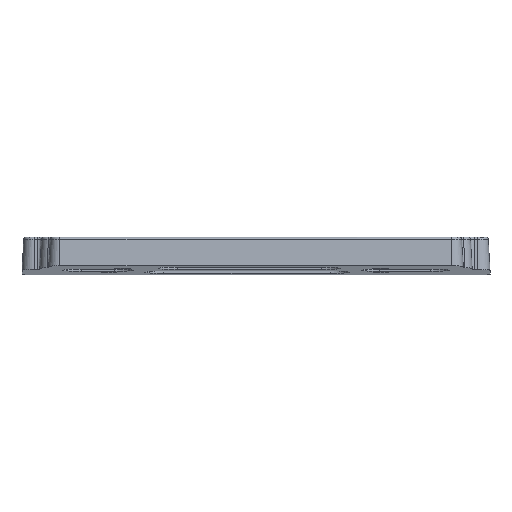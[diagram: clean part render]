
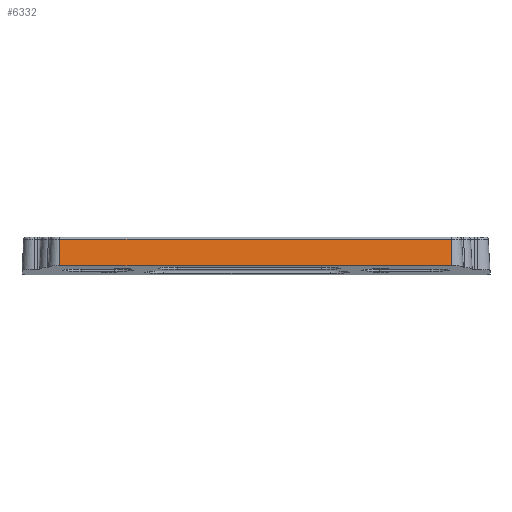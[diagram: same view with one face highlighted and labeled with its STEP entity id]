
A CAD part, front view. The second image highlights one B-rep face of the part: STEP entity #6332.
In plain terms, the highlighted planar face has unit normal (0, -0.996, 0.094).
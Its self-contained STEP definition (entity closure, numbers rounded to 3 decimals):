
#571 = PLANE('',#572);
#572 = AXIS2_PLACEMENT_3D('',#573,#574,#575);
#573 = CARTESIAN_POINT('',(-0.038,2.766,
    -0.145));
#574 = DIRECTION('',(0.,0.052,
    0.999));
#575 = DIRECTION('',(0.,0.999,
    -0.052));
#1335 = VERTEX_POINT('',#1336);
#1336 = CARTESIAN_POINT('',(-104.5,-43.94,2.303));
#1351 = B_SPLINE_SURFACE_WITH_KNOTS('',8,1,(
    (#1352,#1353)
    ,(#1354,#1355)
    ,(#1356,#1357)
    ,(#1358,#1359)
    ,(#1360,#1361)
    ,(#1362,#1363)
    ,(#1364,#1365)
    ,(#1366,#1367)
    ,(#1368,#1369
    )),.UNSPECIFIED.,.F.,.F.,.F.,(9,9),(2,2),(3.142,
    4.712),(0.,1.),.PIECEWISE_BEZIER_KNOTS.);
#1352 = CARTESIAN_POINT('',(-109.5,-37.5,17.5));
#1353 = CARTESIAN_POINT('',(-110.5,-37.948,1.989));
#1354 = CARTESIAN_POINT('',(-109.5,-38.482,17.5));
#1355 = CARTESIAN_POINT('',(-110.5,-39.124,
    2.05));
#1356 = CARTESIAN_POINT('',(-109.28,-39.463,
    17.5));
#1357 = CARTESIAN_POINT('',(-110.236,-40.301,
    2.112));
#1358 = CARTESIAN_POINT('',(-108.839,-40.388,
    17.5));
#1359 = CARTESIAN_POINT('',(-109.707,-41.408,
    2.17));
#1360 = CARTESIAN_POINT('',(-108.196,-41.196,
    17.5));
#1361 = CARTESIAN_POINT('',(-108.936,-42.377,2.221
    ));
#1362 = CARTESIAN_POINT('',(-107.388,-41.839,
    17.5));
#1363 = CARTESIAN_POINT('',(-107.965,-43.148,2.261
    ));
#1364 = CARTESIAN_POINT('',(-106.463,-42.28,17.5));
#1365 = CARTESIAN_POINT('',(-106.856,-43.676,
    2.289));
#1366 = CARTESIAN_POINT('',(-105.482,-42.5,17.5));
#1367 = CARTESIAN_POINT('',(-105.678,-43.94,2.303)
  );
#1368 = CARTESIAN_POINT('',(-104.5,-42.5,17.5));
#1369 = CARTESIAN_POINT('',(-104.5,-43.94,2.303));
#1377 = EDGE_CURVE('',#1335,#1378,#1380,.T.);
#1378 = VERTEX_POINT('',#1379);
#1379 = CARTESIAN_POINT('',(104.,-43.94,2.303));
#1380 = SURFACE_CURVE('',#1381,(#1385,#1392),.PCURVE_S1.);
#1381 = LINE('',#1382,#1383);
#1382 = CARTESIAN_POINT('',(-104.5,-43.94,2.303));
#1383 = VECTOR('',#1384,1.);
#1384 = DIRECTION('',(1.,0.,0.));
#1385 = PCURVE('',#571,#1386);
#1386 = DEFINITIONAL_REPRESENTATION('',(#1387),#1391);
#1387 = LINE('',#1388,#1389);
#1388 = CARTESIAN_POINT('',(-46.77,104.462));
#1389 = VECTOR('',#1390,1.);
#1390 = DIRECTION('',(0.,-1.));
#1391 = ( GEOMETRIC_REPRESENTATION_CONTEXT(2) 
PARAMETRIC_REPRESENTATION_CONTEXT() REPRESENTATION_CONTEXT('2D SPACE',''
  ) );
#1392 = PCURVE('',#1393,#1398);
#1393 = PLANE('',#1394);
#1394 = AXIS2_PLACEMENT_3D('',#1395,#1396,#1397);
#1395 = CARTESIAN_POINT('',(-104.5,-43.94,2.303));
#1396 = DIRECTION('',(0.,0.996,-0.094));
#1397 = DIRECTION('',(1.,0.,0.));
#1398 = DEFINITIONAL_REPRESENTATION('',(#1399),#1403);
#1399 = LINE('',#1400,#1401);
#1400 = CARTESIAN_POINT('',(0.,0.));
#1401 = VECTOR('',#1402,1.);
#1402 = DIRECTION('',(1.,0.));
#1403 = ( GEOMETRIC_REPRESENTATION_CONTEXT(2) 
PARAMETRIC_REPRESENTATION_CONTEXT() REPRESENTATION_CONTEXT('2D SPACE',''
  ) );
#1422 = B_SPLINE_SURFACE_WITH_KNOTS('',8,1,(
    (#1423,#1424)
    ,(#1425,#1426)
    ,(#1427,#1428)
    ,(#1429,#1430)
    ,(#1431,#1432)
    ,(#1433,#1434)
    ,(#1435,#1436)
    ,(#1437,#1438)
    ,(#1439,#1440
    )),.UNSPECIFIED.,.F.,.F.,.F.,(9,9),(2,2),(4.712,
    6.283),(0.,1.),.PIECEWISE_BEZIER_KNOTS.);
#1423 = CARTESIAN_POINT('',(104.,-42.5,17.5));
#1424 = CARTESIAN_POINT('',(104.,-43.94,2.303));
#1425 = CARTESIAN_POINT('',(105.08,-42.5,17.5));
#1426 = CARTESIAN_POINT('',(105.276,-43.94,2.303
    ));
#1427 = CARTESIAN_POINT('',(106.16,-42.258,
    17.5));
#1428 = CARTESIAN_POINT('',(106.553,-43.654,
    2.288));
#1429 = CARTESIAN_POINT('',(107.176,-41.773,
    17.5));
#1430 = CARTESIAN_POINT('',(107.754,-43.082,
    2.258));
#1431 = CARTESIAN_POINT('',(108.066,-41.066,
    17.5));
#1432 = CARTESIAN_POINT('',(108.805,-42.247,
    2.214));
#1433 = CARTESIAN_POINT('',(108.773,-40.176,
    17.5));
#1434 = CARTESIAN_POINT('',(109.641,-41.197,
    2.159));
#1435 = CARTESIAN_POINT('',(109.258,-39.16,17.5));
#1436 = CARTESIAN_POINT('',(110.214,-39.998,
    2.096));
#1437 = CARTESIAN_POINT('',(109.5,-38.08,17.5));
#1438 = CARTESIAN_POINT('',(110.5,-38.723,
    2.029));
#1439 = CARTESIAN_POINT('',(109.5,-37.,17.5));
#1440 = CARTESIAN_POINT('',(110.5,-37.449,1.963));
#6051 = EDGE_CURVE('',#6052,#1378,#6054,.T.);
#6052 = VERTEX_POINT('',#6053);
#6053 = CARTESIAN_POINT('',(104.,-42.586,16.594));
#6054 = SURFACE_CURVE('',#6055,(#6058,#6065),.PCURVE_S1.);
#6055 = B_SPLINE_CURVE_WITH_KNOTS('',1,(#6056,#6057),.UNSPECIFIED.,.F.,
  .F.,(2,2),(0.,1.),.PIECEWISE_BEZIER_KNOTS.);
#6056 = CARTESIAN_POINT('',(104.,-42.5,17.5));
#6057 = CARTESIAN_POINT('',(104.,-43.94,2.303));
#6058 = PCURVE('',#1422,#6059);
#6059 = DEFINITIONAL_REPRESENTATION('',(#6060),#6064);
#6060 = LINE('',#6061,#6062);
#6061 = CARTESIAN_POINT('',(4.712,0.));
#6062 = VECTOR('',#6063,1.);
#6063 = DIRECTION('',(0.,1.));
#6064 = ( GEOMETRIC_REPRESENTATION_CONTEXT(2) 
PARAMETRIC_REPRESENTATION_CONTEXT() REPRESENTATION_CONTEXT('2D SPACE',''
  ) );
#6065 = PCURVE('',#1393,#6066);
#6066 = DEFINITIONAL_REPRESENTATION('',(#6067),#6070);
#6067 = B_SPLINE_CURVE_WITH_KNOTS('',1,(#6068,#6069),.UNSPECIFIED.,.F.,
  .F.,(2,2),(0.,1.),.PIECEWISE_BEZIER_KNOTS.);
#6068 = CARTESIAN_POINT('',(208.5,-15.265));
#6069 = CARTESIAN_POINT('',(208.5,0.));
#6070 = ( GEOMETRIC_REPRESENTATION_CONTEXT(2) 
PARAMETRIC_REPRESENTATION_CONTEXT() REPRESENTATION_CONTEXT('2D SPACE',''
  ) );
#6332 = ADVANCED_FACE('',(#6333),#1393,.F.);
#6333 = FACE_BOUND('',#6334,.F.);
#6334 = EDGE_LOOP('',(#6335,#6336,#6337,#6358));
#6335 = ORIENTED_EDGE('',*,*,#6051,.T.);
#6336 = ORIENTED_EDGE('',*,*,#1377,.F.);
#6337 = ORIENTED_EDGE('',*,*,#6338,.F.);
#6338 = EDGE_CURVE('',#6339,#1335,#6341,.T.);
#6339 = VERTEX_POINT('',#6340);
#6340 = CARTESIAN_POINT('',(-104.5,-42.586,16.594));
#6341 = SURFACE_CURVE('',#6342,(#6345,#6351),.PCURVE_S1.);
#6342 = B_SPLINE_CURVE_WITH_KNOTS('',1,(#6343,#6344),.UNSPECIFIED.,.F.,
  .F.,(2,2),(0.,1.),.PIECEWISE_BEZIER_KNOTS.);
#6343 = CARTESIAN_POINT('',(-104.5,-42.5,17.5));
#6344 = CARTESIAN_POINT('',(-104.5,-43.94,2.303));
#6345 = PCURVE('',#1393,#6346);
#6346 = DEFINITIONAL_REPRESENTATION('',(#6347),#6350);
#6347 = B_SPLINE_CURVE_WITH_KNOTS('',1,(#6348,#6349),.UNSPECIFIED.,.F.,
  .F.,(2,2),(0.,1.),.PIECEWISE_BEZIER_KNOTS.);
#6348 = CARTESIAN_POINT('',(0.,-15.265));
#6349 = CARTESIAN_POINT('',(0.,0.));
#6350 = ( GEOMETRIC_REPRESENTATION_CONTEXT(2) 
PARAMETRIC_REPRESENTATION_CONTEXT() REPRESENTATION_CONTEXT('2D SPACE',''
  ) );
#6351 = PCURVE('',#1351,#6352);
#6352 = DEFINITIONAL_REPRESENTATION('',(#6353),#6357);
#6353 = LINE('',#6354,#6355);
#6354 = CARTESIAN_POINT('',(4.712,0.));
#6355 = VECTOR('',#6356,1.);
#6356 = DIRECTION('',(0.,1.));
#6357 = ( GEOMETRIC_REPRESENTATION_CONTEXT(2) 
PARAMETRIC_REPRESENTATION_CONTEXT() REPRESENTATION_CONTEXT('2D SPACE',''
  ) );
#6358 = ORIENTED_EDGE('',*,*,#6359,.F.);
#6359 = EDGE_CURVE('',#6052,#6339,#6360,.T.);
#6360 = SURFACE_CURVE('',#6361,(#6365,#6372),.PCURVE_S1.);
#6361 = LINE('',#6362,#6363);
#6362 = CARTESIAN_POINT('',(104.,-42.586,16.594));
#6363 = VECTOR('',#6364,1.);
#6364 = DIRECTION('',(-1.,0.,0.));
#6365 = PCURVE('',#1393,#6366);
#6366 = DEFINITIONAL_REPRESENTATION('',(#6367),#6371);
#6367 = LINE('',#6368,#6369);
#6368 = CARTESIAN_POINT('',(208.5,-14.356));
#6369 = VECTOR('',#6370,1.);
#6370 = DIRECTION('',(-1.,-0.));
#6371 = ( GEOMETRIC_REPRESENTATION_CONTEXT(2) 
PARAMETRIC_REPRESENTATION_CONTEXT() REPRESENTATION_CONTEXT('2D SPACE',''
  ) );
#6372 = PCURVE('',#6373,#6378);
#6373 = CYLINDRICAL_SURFACE('',#6374,1.);
#6374 = AXIS2_PLACEMENT_3D('',#6375,#6376,#6377);
#6375 = CARTESIAN_POINT('',(104.,-41.59,16.5));
#6376 = DIRECTION('',(-1.,0.,0.));
#6377 = DIRECTION('',(0.,0.,1.));
#6378 = DEFINITIONAL_REPRESENTATION('',(#6379),#6383);
#6379 = LINE('',#6380,#6381);
#6380 = CARTESIAN_POINT('',(-1.476,0.));
#6381 = VECTOR('',#6382,1.);
#6382 = DIRECTION('',(-0.,1.));
#6383 = ( GEOMETRIC_REPRESENTATION_CONTEXT(2) 
PARAMETRIC_REPRESENTATION_CONTEXT() REPRESENTATION_CONTEXT('2D SPACE',''
  ) );
